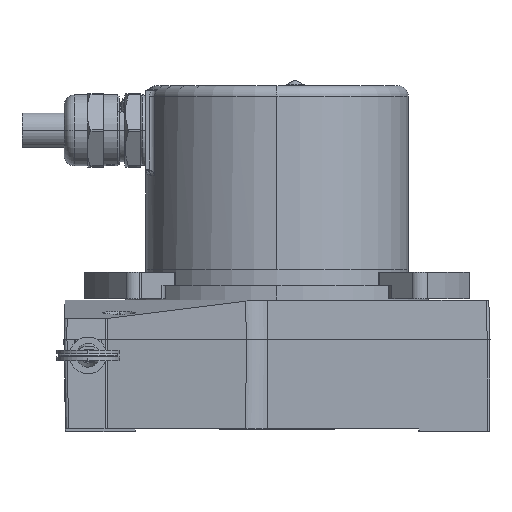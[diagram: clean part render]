
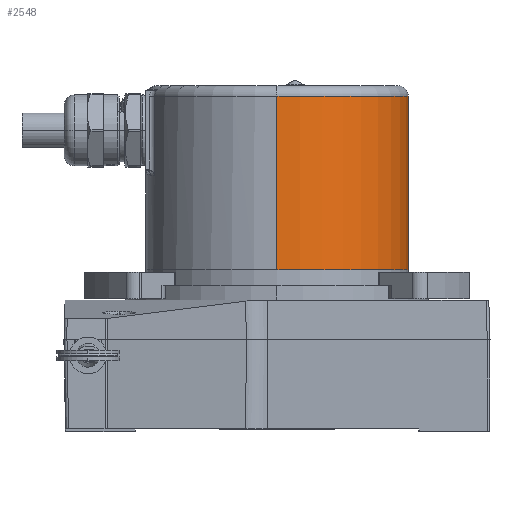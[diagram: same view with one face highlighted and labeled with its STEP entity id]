
A CAD part, left-side view. The second image highlights one B-rep face of the part: STEP entity #2548.
In plain terms, the highlighted cylindrical face has radius 25 mm (diameter 50 mm), a partial arc.
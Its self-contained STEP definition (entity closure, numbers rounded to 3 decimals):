
#286 = CIRCLE ( 'NONE', #9864, 25. ) ;
#863 = DIRECTION ( 'NONE',  ( 0., 0., 1. ) ) ;
#1200 = ORIENTED_EDGE ( 'NONE', *, *, #16834, .T. ) ;
#1219 = DIRECTION ( 'NONE',  ( -1., 0., 0. ) ) ;
#1395 = CARTESIAN_POINT ( 'NONE',  ( 0., 0., 27.1 ) ) ;
#2452 = EDGE_CURVE ( 'NONE', #21721, #11436, #286, .T. ) ;
#2548 = ADVANCED_FACE ( 'NONE', ( #16484 ), #7073, .T. ) ;
#3790 = VERTEX_POINT ( 'NONE', #6572 ) ;
#4310 = DIRECTION ( 'NONE',  ( -1., 0., 0. ) ) ;
#5138 = VECTOR ( 'NONE', #22991, 1000. ) ;
#5543 = EDGE_CURVE ( 'NONE', #11436, #24315, #15293, .T. ) ;
#5750 = DIRECTION ( 'NONE',  ( 0., 0., 1. ) ) ;
#5849 = ORIENTED_EDGE ( 'NONE', *, *, #12477, .F. ) ;
#6170 = AXIS2_PLACEMENT_3D ( 'NONE', #6976, #863, #11341 ) ;
#6400 = CARTESIAN_POINT ( 'NONE',  ( -25., 0., 12.1 ) ) ;
#6572 = CARTESIAN_POINT ( 'NONE',  ( -25., 0., 60.1 ) ) ;
#6976 = CARTESIAN_POINT ( 'NONE',  ( 0., 0., 12.1 ) ) ;
#7073 = CYLINDRICAL_SURFACE ( 'NONE', #6170, 25. ) ;
#8144 = EDGE_LOOP ( 'NONE', ( #5849, #11401, #13615, #1200 ) ) ;
#9161 = CARTESIAN_POINT ( 'NONE',  ( 25., 0., 60.1 ) ) ;
#9864 = AXIS2_PLACEMENT_3D ( 'NONE', #1395, #23930, #1219 ) ;
#10572 = CARTESIAN_POINT ( 'NONE',  ( 0., 0., 60.1 ) ) ;
#11341 = DIRECTION ( 'NONE',  ( 1., 0., 0. ) ) ;
#11401 = ORIENTED_EDGE ( 'NONE', *, *, #2452, .T. ) ;
#11436 = VERTEX_POINT ( 'NONE', #23132 ) ;
#12477 = EDGE_CURVE ( 'NONE', #21721, #3790, #21012, .T. ) ;
#13615 = ORIENTED_EDGE ( 'NONE', *, *, #5543, .T. ) ;
#15054 = AXIS2_PLACEMENT_3D ( 'NONE', #10572, #25179, #4310 ) ;
#15293 = LINE ( 'NONE', #15834, #24371 ) ;
#15778 = CIRCLE ( 'NONE', #15054, 25. ) ;
#15834 = CARTESIAN_POINT ( 'NONE',  ( 25., 0., 12.1 ) ) ;
#16484 = FACE_OUTER_BOUND ( 'NONE', #8144, .T. ) ;
#16834 = EDGE_CURVE ( 'NONE', #24315, #3790, #15778, .T. ) ;
#20837 = CARTESIAN_POINT ( 'NONE',  ( -25., 0., 27.1 ) ) ;
#21012 = LINE ( 'NONE', #6400, #5138 ) ;
#21721 = VERTEX_POINT ( 'NONE', #20837 ) ;
#22991 = DIRECTION ( 'NONE',  ( 0., 0., 1. ) ) ;
#23132 = CARTESIAN_POINT ( 'NONE',  ( 25., 0., 27.1 ) ) ;
#23930 = DIRECTION ( 'NONE',  ( 0., 0., 1. ) ) ;
#24315 = VERTEX_POINT ( 'NONE', #9161 ) ;
#24371 = VECTOR ( 'NONE', #5750, 1000. ) ;
#25179 = DIRECTION ( 'NONE',  ( 0., 0., -1. ) ) ;
